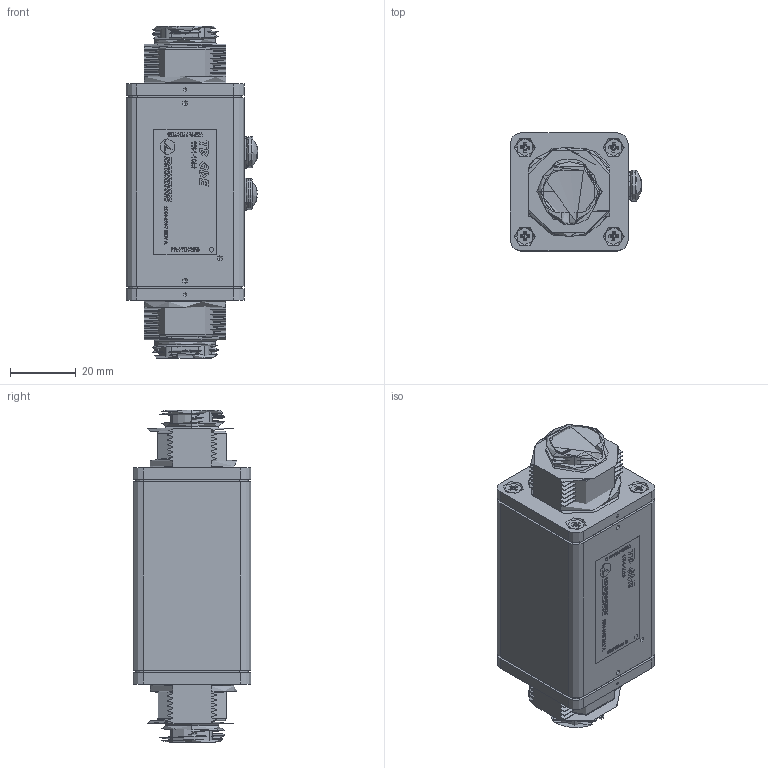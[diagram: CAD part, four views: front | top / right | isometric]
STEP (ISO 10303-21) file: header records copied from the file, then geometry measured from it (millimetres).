
FILE_DESCRIPTION (( 'STEP AP214' ), '1' );
FILE_NAME ('1101-1029-E.STEP', '2019-01-25T18:38:45', ( '' ), ( '' ), 'SwSTEP 2.0', 'SolidWorks 2018', '' );
FILE_SCHEMA (( 'AUTOMOTIVE_DESIGN' ));
Length unit declared in the file: inch
Products named in the file (31): 2500-286; 2102-355_93082A120; 2102-310; 1101-1029-E; 2102-310_95345A090; 4100-1390; 2102-355; 2200-544; 2001-348; 2001-313_RAW EXTRUSION; 2250-962; 2003-2637; 2001-313
Assembly tree (32 placements, depth 3):
  2500-286
  1101-1029-E
    2001-313_RAW EXTRUSION
    2250-962
      2200-544
      2500-286
      2500-286
    4100-1390  x2
    2001-348  x2
    2102-355_93082A120  x8
    2003-2637
    2102-310_95345A090  x2
  1101-1029-E
    2102-355
    2102-355
    2102-355
    2001-348
    2102-310
    2102-355
    2102-355
    2102-355
    2102-310
    2001-348
    2102-355
    2102-355
  4100-1390
  2200-544
Bounding box: 39.95 x 35.84 x 100.91 mm (x, y, z)
Volume: 42390.4 mm3; surface area: 44018 mm2
Topology: 21 solids, 21 shells, 3850 faces, 10506 edges, 6926 vertices
Faces by surface type: plane 1717, cylinder 956, bspline 925, cone 228, torus 20, sphere 4
Entity records: 163521 total; most frequent: CARTESIAN_POINT 74980, ORIENTED_EDGE 14228, DIRECTION 10073, EDGE_CURVE 7114, LINE 4863, VECTOR 4863, VERTEX_POINT 4701, EDGE_LOOP 2995
